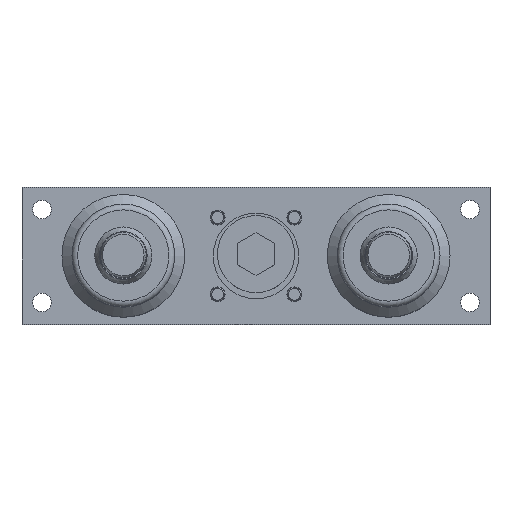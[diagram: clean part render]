
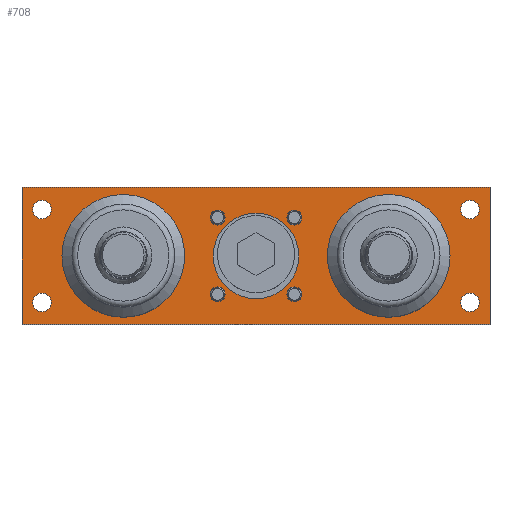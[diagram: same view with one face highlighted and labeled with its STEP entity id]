
A CAD part, top view. The second image highlights one B-rep face of the part: STEP entity #708.
In plain terms, the highlighted planar face has unit normal (0, 0, 1).
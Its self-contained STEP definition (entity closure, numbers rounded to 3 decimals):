
#708 = ADVANCED_FACE( '', ( #1583, #1584, #1585, #1586, #1587, #1588, #1589, #1590, #1591, #1592, #1593, #1594 ), #1595, .F. );
#1583 = FACE_BOUND( '', #2556, .T. );
#1584 = FACE_OUTER_BOUND( '', #2557, .T. );
#1585 = FACE_BOUND( '', #2558, .T. );
#1586 = FACE_BOUND( '', #2559, .T. );
#1587 = FACE_BOUND( '', #2560, .T. );
#1588 = FACE_BOUND( '', #2561, .T. );
#1589 = FACE_BOUND( '', #2562, .T. );
#1590 = FACE_BOUND( '', #2563, .T. );
#1591 = FACE_BOUND( '', #2564, .T. );
#1592 = FACE_BOUND( '', #2565, .T. );
#1593 = FACE_BOUND( '', #2566, .T. );
#1594 = FACE_BOUND( '', #2567, .T. );
#1595 = PLANE( '', #2568 );
#2556 = EDGE_LOOP( '', ( #4261 ) );
#2557 = EDGE_LOOP( '', ( #4262, #4263, #4264, #4265 ) );
#2558 = EDGE_LOOP( '', ( #4266 ) );
#2559 = EDGE_LOOP( '', ( #4267 ) );
#2560 = EDGE_LOOP( '', ( #4268 ) );
#2561 = EDGE_LOOP( '', ( #4269 ) );
#2562 = EDGE_LOOP( '', ( #4270 ) );
#2563 = EDGE_LOOP( '', ( #4271 ) );
#2564 = EDGE_LOOP( '', ( #4272 ) );
#2565 = EDGE_LOOP( '', ( #4273 ) );
#2566 = EDGE_LOOP( '', ( #4274 ) );
#2567 = EDGE_LOOP( '', ( #4275 ) );
#2568 = AXIS2_PLACEMENT_3D( '', #4276, #4277, #4278 );
#4261 = ORIENTED_EDGE( '', *, *, #5084, .T. );
#4262 = ORIENTED_EDGE( '', *, *, #4862, .F. );
#4263 = ORIENTED_EDGE( '', *, *, #5209, .F. );
#4264 = ORIENTED_EDGE( '', *, *, #5079, .F. );
#4265 = ORIENTED_EDGE( '', *, *, #4948, .F. );
#4266 = ORIENTED_EDGE( '', *, *, #5171, .T. );
#4267 = ORIENTED_EDGE( '', *, *, #4773, .F. );
#4268 = ORIENTED_EDGE( '', *, *, #5210, .F. );
#4269 = ORIENTED_EDGE( '', *, *, #4623, .T. );
#4270 = ORIENTED_EDGE( '', *, *, #5143, .T. );
#4271 = ORIENTED_EDGE( '', *, *, #5180, .T. );
#4272 = ORIENTED_EDGE( '', *, *, #4932, .T. );
#4273 = ORIENTED_EDGE( '', *, *, #4665, .T. );
#4274 = ORIENTED_EDGE( '', *, *, #5021, .T. );
#4275 = ORIENTED_EDGE( '', *, *, #4779, .F. );
#4276 = CARTESIAN_POINT( '', ( -82., 24., 10.8 ) );
#4277 = DIRECTION( '', ( 0., 0., -1. ) );
#4278 = DIRECTION( '', ( 0., 1., 0. ) );
#4623 = EDGE_CURVE( '', #5310, #5310, #5311, .T. );
#4665 = EDGE_CURVE( '', #5384, #5384, #5385, .T. );
#4773 = EDGE_CURVE( '', #5562, #5562, #5563, .T. );
#4779 = EDGE_CURVE( '', #5571, #5571, #5572, .T. );
#4862 = EDGE_CURVE( '', #5717, #5719, #5720, .T. );
#4932 = EDGE_CURVE( '', #5825, #5825, #5826, .T. );
#4948 = EDGE_CURVE( '', #5719, #5846, #5847, .T. );
#5021 = EDGE_CURVE( '', #5950, #5950, #5951, .T. );
#5079 = EDGE_CURVE( '', #5846, #6026, #6027, .T. );
#5084 = EDGE_CURVE( '', #6032, #6032, #6033, .T. );
#5143 = EDGE_CURVE( '', #6114, #6114, #6115, .T. );
#5171 = EDGE_CURVE( '', #6149, #6149, #6150, .T. );
#5180 = EDGE_CURVE( '', #6162, #6162, #6163, .T. );
#5209 = EDGE_CURVE( '', #6026, #5717, #6195, .T. );
#5210 = EDGE_CURVE( '', #6196, #6196, #6197, .T. );
#5310 = VERTEX_POINT( '', #6370 );
#5311 = CIRCLE( '', #6371, 3.25 );
#5384 = VERTEX_POINT( '', #6501 );
#5385 = CIRCLE( '', #6502, 2.6 );
#5562 = VERTEX_POINT( '', #6786 );
#5563 = CIRCLE( '', #6787, 3.25 );
#5571 = VERTEX_POINT( '', #6798 );
#5572 = CIRCLE( '', #6799, 21.5 );
#5717 = VERTEX_POINT( '', #7010 );
#5719 = VERTEX_POINT( '', #7013 );
#5720 = LINE( '', #7014, #7015 );
#5825 = VERTEX_POINT( '', #7239 );
#5826 = CIRCLE( '', #7240, 2.6 );
#5846 = VERTEX_POINT( '', #7265 );
#5847 = LINE( '', #7266, #7267 );
#5950 = VERTEX_POINT( '', #7429 );
#5951 = CIRCLE( '', #7430, 14.98 );
#6026 = VERTEX_POINT( '', #7563 );
#6027 = LINE( '', #7564, #7565 );
#6032 = VERTEX_POINT( '', #7572 );
#6033 = CIRCLE( '', #7573, 21.5 );
#6114 = VERTEX_POINT( '', #7707 );
#6115 = CIRCLE( '', #7708, 2.6 );
#6149 = VERTEX_POINT( '', #7781 );
#6150 = CIRCLE( '', #7782, 3.25 );
#6162 = VERTEX_POINT( '', #7827 );
#6163 = CIRCLE( '', #7828, 2.6 );
#6195 = LINE( '', #7865, #7866 );
#6196 = VERTEX_POINT( '', #7867 );
#6197 = CIRCLE( '', #7868, 3.25 );
#6370 = CARTESIAN_POINT( '', ( -78.25, -16.25, 10.8 ) );
#6371 = AXIS2_PLACEMENT_3D( '', #7970, #7971, #7972 );
#6501 = CARTESIAN_POINT( '', ( 13.435, -16.035, 10.8 ) );
#6502 = AXIS2_PLACEMENT_3D( '', #8015, #8016, #8017 );
#6786 = CARTESIAN_POINT( '', ( -78.25, 16.25, 10.8 ) );
#6787 = AXIS2_PLACEMENT_3D( '', #8152, #8153, #8154 );
#6798 = CARTESIAN_POINT( '', ( 68., 0., 10.8 ) );
#6799 = AXIS2_PLACEMENT_3D( '', #8158, #8159, #8160 );
#7010 = CARTESIAN_POINT( '', ( -82., -24., 10.8 ) );
#7013 = CARTESIAN_POINT( '', ( -82., 24., 10.8 ) );
#7014 = CARTESIAN_POINT( '', ( -82., -24., 10.8 ) );
#7015 = VECTOR( '', #8255, 1000. );
#7239 = CARTESIAN_POINT( '', ( -16.035, -13.435, 10.8 ) );
#7240 = AXIS2_PLACEMENT_3D( '', #8339, #8340, #8341 );
#7265 = CARTESIAN_POINT( '', ( 82., 24., 10.8 ) );
#7266 = CARTESIAN_POINT( '', ( -82., 24., 10.8 ) );
#7267 = VECTOR( '', #8353, 1000. );
#7429 = CARTESIAN_POINT( '', ( -14.98, 0., 10.8 ) );
#7430 = AXIS2_PLACEMENT_3D( '', #8431, #8432, #8433 );
#7563 = CARTESIAN_POINT( '', ( 82., -24., 10.8 ) );
#7564 = CARTESIAN_POINT( '', ( 82., 24., 10.8 ) );
#7565 = VECTOR( '', #8477, 1000. );
#7572 = CARTESIAN_POINT( '', ( -68., 0., 10.8 ) );
#7573 = AXIS2_PLACEMENT_3D( '', #8480, #8481, #8482 );
#7707 = CARTESIAN_POINT( '', ( 16.035, 13.435, 10.8 ) );
#7708 = AXIS2_PLACEMENT_3D( '', #8545, #8546, #8547 );
#7781 = CARTESIAN_POINT( '', ( 78.25, 16.25, 10.8 ) );
#7782 = AXIS2_PLACEMENT_3D( '', #8566, #8567, #8568 );
#7827 = CARTESIAN_POINT( '', ( -13.435, 16.035, 10.8 ) );
#7828 = AXIS2_PLACEMENT_3D( '', #8575, #8576, #8577 );
#7865 = CARTESIAN_POINT( '', ( 82., -24., 10.8 ) );
#7866 = VECTOR( '', #8589, 1000. );
#7867 = CARTESIAN_POINT( '', ( 78.25, -16.25, 10.8 ) );
#7868 = AXIS2_PLACEMENT_3D( '', #8590, #8591, #8592 );
#7970 = CARTESIAN_POINT( '', ( -75., -16.25, 10.8 ) );
#7971 = DIRECTION( '', ( 0., 0., -1. ) );
#7972 = DIRECTION( '', ( -1., 0., 0. ) );
#8015 = CARTESIAN_POINT( '', ( 13.435, -13.435, 10.8 ) );
#8016 = DIRECTION( '', ( 0., 0., -1. ) );
#8017 = DIRECTION( '', ( 0., -1., 0. ) );
#8152 = CARTESIAN_POINT( '', ( -75., 16.25, 10.8 ) );
#8153 = DIRECTION( '', ( 0., 0., 1. ) );
#8154 = DIRECTION( '', ( -1., 0., 0. ) );
#8158 = CARTESIAN_POINT( '', ( 46.5, 0., 10.8 ) );
#8159 = DIRECTION( '', ( 0., 0., 1. ) );
#8160 = DIRECTION( '', ( 1., 0., 0. ) );
#8255 = DIRECTION( '', ( 0., 1., 0. ) );
#8339 = CARTESIAN_POINT( '', ( -13.435, -13.435, 10.8 ) );
#8340 = DIRECTION( '', ( 0., 0., -1. ) );
#8341 = DIRECTION( '', ( -1., 0., 0. ) );
#8353 = DIRECTION( '', ( 1., 0., 0. ) );
#8431 = CARTESIAN_POINT( '', ( 0., 0., 10.8 ) );
#8432 = DIRECTION( '', ( 0., 0., -1. ) );
#8433 = DIRECTION( '', ( -1., 0., 0. ) );
#8477 = DIRECTION( '', ( 0., -1., 0. ) );
#8480 = CARTESIAN_POINT( '', ( -46.5, 0., 10.8 ) );
#8481 = DIRECTION( '', ( 0., 0., -1. ) );
#8482 = DIRECTION( '', ( -1., 0., 0. ) );
#8545 = CARTESIAN_POINT( '', ( 13.435, 13.435, 10.8 ) );
#8546 = DIRECTION( '', ( 0., 0., -1. ) );
#8547 = DIRECTION( '', ( 1., 0., 0. ) );
#8566 = CARTESIAN_POINT( '', ( 75., 16.25, 10.8 ) );
#8567 = DIRECTION( '', ( 0., 0., -1. ) );
#8568 = DIRECTION( '', ( 1., 0., 0. ) );
#8575 = CARTESIAN_POINT( '', ( -13.435, 13.435, 10.8 ) );
#8576 = DIRECTION( '', ( 0., 0., -1. ) );
#8577 = DIRECTION( '', ( 0., 1., 0. ) );
#8589 = DIRECTION( '', ( -1., 0., 0. ) );
#8590 = CARTESIAN_POINT( '', ( 75., -16.25, 10.8 ) );
#8591 = DIRECTION( '', ( 0., 0., 1. ) );
#8592 = DIRECTION( '', ( 1., 0., 0. ) );
